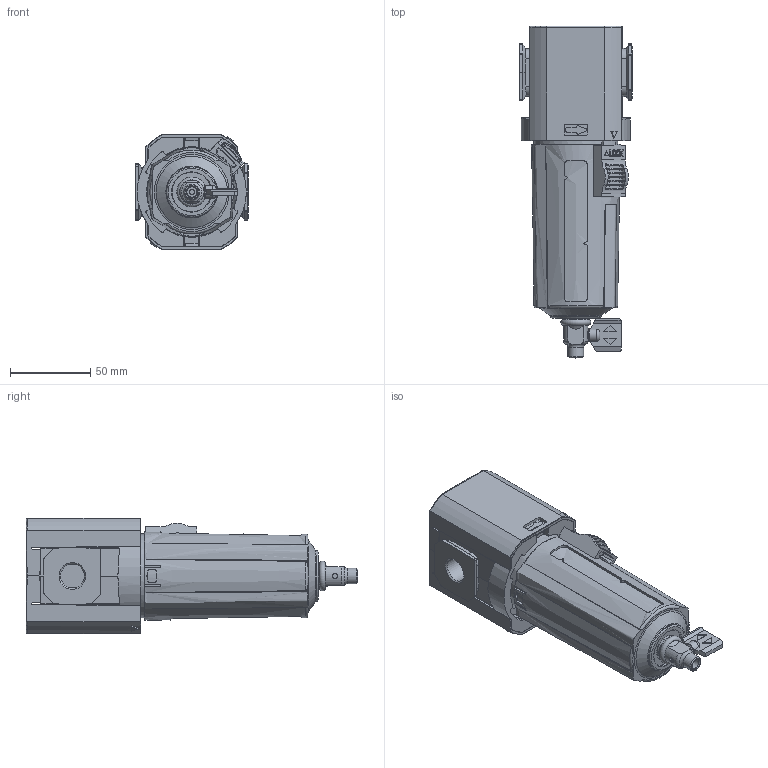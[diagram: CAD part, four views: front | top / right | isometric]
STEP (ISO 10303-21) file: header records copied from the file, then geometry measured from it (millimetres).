
FILE_DESCRIPTION( ( 'STEP AP214' ), '1' );
FILE_NAME( 'F84G-3GN-QP1(0).stp', '2019-03-03T03:42:36', ( '' ), ( '' ), ' ', 'PARTsolutions', ' ' );
FILE_SCHEMA( ( 'AUTOMOTIVE_DESIGN { 1 0 10303 214 1 1 1 1 }' ) );
Length unit declared in the file: millimetre
Products named in the file (6): F84G-3GN-QP1(0); _840001-3-G-F84G; _840036-60_F84G; _840092-89; _840025-60_F84G_B; _840003-50_F84G_D
Assembly tree (5 placements, depth 2):
  F84G-3GN-QP1(0)
    _840001-3-G-F84G
    _840036-60_F84G
    _840092-89
    _840025-60_F84G_B
    _840003-50_F84G_D
Bounding box: 70.25 x 206.9 x 72 mm (x, y, z)
Volume: 460816.4 mm3; surface area: 96221.1 mm2
Topology: 5 solids, 5 shells, 956 faces, 2661 edges, 1759 vertices
Faces by surface type: plane 481, cylinder 344, torus 66, cone 45, bspline 18, sphere 2
Full cylindrical faces by diameter (mm): 3.12 x1, 3.2 x1, 4.134 x2, 6 x1, 6.35 x1, 7 x2, 8 x1, 9.5 x1, 9.728 x1, 14.95 x2, 15.9 x3, 23 x1, 24.6 x1, 62.5 x1
Entity records: 40972 total; most frequent: CARTESIAN_POINT 9275, ORIENTED_EDGE 5180, DIRECTION 4768, EDGE_CURVE 2590, VERTEX_POINT 1750, AXIS2_PLACEMENT_3D 1737, LINE 1294, VECTOR 1294
